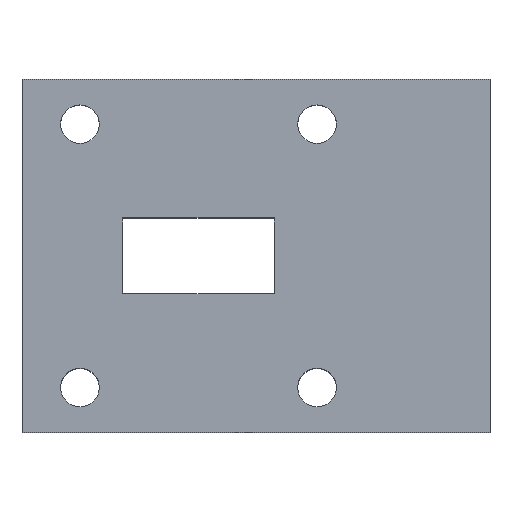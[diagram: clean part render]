
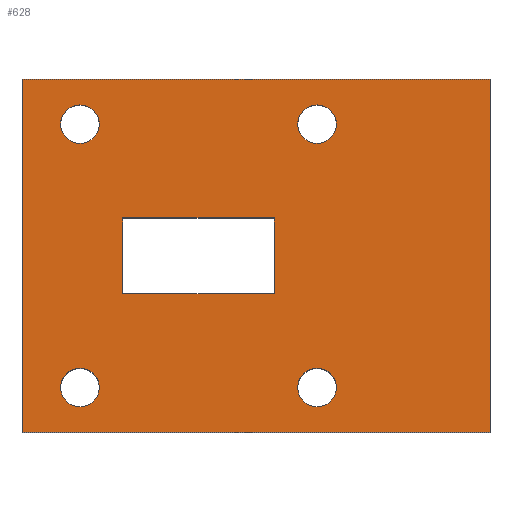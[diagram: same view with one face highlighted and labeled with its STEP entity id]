
A CAD part, top view. The second image highlights one B-rep face of the part: STEP entity #628.
In plain terms, the highlighted planar face has unit normal (0, 0, 1).
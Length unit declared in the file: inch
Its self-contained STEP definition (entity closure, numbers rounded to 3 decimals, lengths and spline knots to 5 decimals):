
#6 = CARTESIAN_POINT ( 'NONE',  ( 1.575, 0., 0.591 ) ) ;
#7 = CARTESIAN_POINT ( 'NONE',  ( 0.993, 0.1515, 0.591 ) ) ;
#9 = CARTESIAN_POINT ( 'NONE',  ( 0.195, 0.1515, 0.591 ) ) ;
#10 = CARTESIAN_POINT ( 'NONE',  ( 0., 0., 0.591 ) ) ;
#16 = VERTEX_POINT ( 'NONE', #351 ) ;
#18 = VERTEX_POINT ( 'NONE', #477 ) ;
#25 = VERTEX_POINT ( 'NONE', #175 ) ;
#34 = EDGE_CURVE ( 'NONE', #25, #16, #155, .T. ) ;
#38 = VERTEX_POINT ( 'NONE', #300 ) ;
#40 = AXIS2_PLACEMENT_3D ( 'NONE', #193, #132, #171 ) ;
#45 = VERTEX_POINT ( 'NONE', #129 ) ;
#46 = EDGE_CURVE ( 'NONE', #515, #446, #413, .T. ) ;
#49 = DIRECTION ( 'NONE',  ( 0., 0., 1. ) ) ;
#57 = CARTESIAN_POINT ( 'NONE',  ( 0.339, 0.722, 0.591 ) ) ;
#70 = AXIS2_PLACEMENT_3D ( 'NONE', #7, #552, #117 ) ;
#77 = CARTESIAN_POINT ( 'NONE',  ( 0.339, 0.467, 0.591 ) ) ;
#89 = DIRECTION ( 'NONE',  ( 0., 0., 1. ) ) ;
#92 = CIRCLE ( 'NONE', #40, 0.06496 ) ;
#103 = VECTOR ( 'NONE', #463, 39.37008 ) ;
#105 = ORIENTED_EDGE ( 'NONE', *, *, #276, .F. ) ;
#106 = ORIENTED_EDGE ( 'NONE', *, *, #374, .F. ) ;
#108 = DIRECTION ( 'NONE',  ( -1., 0., 0. ) ) ;
#112 = CIRCLE ( 'NONE', #532, 0.06496 ) ;
#115 = VERTEX_POINT ( 'NONE', #242 ) ;
#117 = DIRECTION ( 'NONE',  ( 1., 0., 0. ) ) ;
#118 = EDGE_CURVE ( 'NONE', #38, #752, #338, .T. ) ;
#124 = ORIENTED_EDGE ( 'NONE', *, *, #233, .F. ) ;
#126 = EDGE_CURVE ( 'NONE', #414, #515, #424, .T. ) ;
#129 = CARTESIAN_POINT ( 'NONE',  ( 1.05796, 1.0375, 0.591 ) ) ;
#132 = DIRECTION ( 'NONE',  ( 0., 0., 1. ) ) ;
#138 = ORIENTED_EDGE ( 'NONE', *, *, #34, .F. ) ;
#141 = EDGE_CURVE ( 'NONE', #166, #414, #367, .T. ) ;
#155 = LINE ( 'NONE', #57, #768 ) ;
#162 = DIRECTION ( 'NONE',  ( 0., 0., 1. ) ) ;
#166 = VERTEX_POINT ( 'NONE', #450 ) ;
#171 = DIRECTION ( 'NONE',  ( 1., 0., 0. ) ) ;
#175 = CARTESIAN_POINT ( 'NONE',  ( 0.849, 0.722, 0.591 ) ) ;
#176 = ORIENTED_EDGE ( 'NONE', *, *, #769, .F. ) ;
#181 = EDGE_LOOP ( 'NONE', ( #106, #680 ) ) ;
#183 = ORIENTED_EDGE ( 'NONE', *, *, #46, .T. ) ;
#184 = DIRECTION ( 'NONE',  ( 1., 0., 0. ) ) ;
#193 = CARTESIAN_POINT ( 'NONE',  ( 0.195, 0.1515, 0.591 ) ) ;
#199 = EDGE_LOOP ( 'NONE', ( #438, #333 ) ) ;
#207 = CIRCLE ( 'NONE', #612, 0.06496 ) ;
#211 = CARTESIAN_POINT ( 'NONE',  ( 0.339, 0.467, 0.591 ) ) ;
#212 = DIRECTION ( 'NONE',  ( 1., 0., 0. ) ) ;
#217 = CARTESIAN_POINT ( 'NONE',  ( 0.195, 1.0375, 0.591 ) ) ;
#218 = CIRCLE ( 'NONE', #371, 0.06496 ) ;
#219 = ORIENTED_EDGE ( 'NONE', *, *, #442, .F. ) ;
#223 = CARTESIAN_POINT ( 'NONE',  ( 0.13004, 1.0375, 0.591 ) ) ;
#226 = LINE ( 'NONE', #211, #561 ) ;
#227 = AXIS2_PLACEMENT_3D ( 'NONE', #255, #686, #433 ) ;
#230 = CARTESIAN_POINT ( 'NONE',  ( 0.339, 0.722, 0.591 ) ) ;
#231 = EDGE_LOOP ( 'NONE', ( #105, #138, #219, #176 ) ) ;
#233 = EDGE_CURVE ( 'NONE', #45, #291, #299, .T. ) ;
#237 = DIRECTION ( 'NONE',  ( 0., 0., 1. ) ) ;
#239 = EDGE_CURVE ( 'NONE', #18, #303, #112, .T. ) ;
#240 = CARTESIAN_POINT ( 'NONE',  ( 1.05796, 0.1515, 0.591 ) ) ;
#242 = CARTESIAN_POINT ( 'NONE',  ( 0.92804, 0.1515, 0.591 ) ) ;
#254 = ORIENTED_EDGE ( 'NONE', *, *, #310, .F. ) ;
#255 = CARTESIAN_POINT ( 'NONE',  ( 0., 0., 0.591 ) ) ;
#261 = EDGE_LOOP ( 'NONE', ( #466, #281 ) ) ;
#265 = DIRECTION ( 'NONE',  ( 0., -1., 0. ) ) ;
#276 = EDGE_CURVE ( 'NONE', #16, #506, #524, .T. ) ;
#279 = DIRECTION ( 'NONE',  ( 1., 0., 0. ) ) ;
#281 = ORIENTED_EDGE ( 'NONE', *, *, #362, .F. ) ;
#284 = EDGE_CURVE ( 'NONE', #446, #166, #739, .T. ) ;
#291 = VERTEX_POINT ( 'NONE', #709 ) ;
#299 = CIRCLE ( 'NONE', #583, 0.06496 ) ;
#300 = CARTESIAN_POINT ( 'NONE',  ( 0.13004, 0.1515, 0.591 ) ) ;
#303 = VERTEX_POINT ( 'NONE', #223 ) ;
#306 = CARTESIAN_POINT ( 'NONE',  ( 0.849, 0.722, 0.591 ) ) ;
#309 = FACE_BOUND ( 'NONE', #261, .T. ) ;
#310 = EDGE_CURVE ( 'NONE', #291, #45, #483, .T. ) ;
#312 = VECTOR ( 'NONE', #265, 39.37008 ) ;
#327 = FACE_OUTER_BOUND ( 'NONE', #488, .T. ) ;
#333 = ORIENTED_EDGE ( 'NONE', *, *, #449, .F. ) ;
#335 = DIRECTION ( 'NONE',  ( 0., 0., 1. ) ) ;
#336 = CARTESIAN_POINT ( 'NONE',  ( 0.25996, 0.1515, 0.591 ) ) ;
#338 = CIRCLE ( 'NONE', #475, 0.06496 ) ;
#346 = EDGE_LOOP ( 'NONE', ( #124, #254 ) ) ;
#347 = ORIENTED_EDGE ( 'NONE', *, *, #126, .T. ) ;
#351 = CARTESIAN_POINT ( 'NONE',  ( 0.339, 0.722, 0.591 ) ) ;
#355 = ORIENTED_EDGE ( 'NONE', *, *, #141, .T. ) ;
#359 = DIRECTION ( 'NONE',  ( 0., 1., 0. ) ) ;
#362 = EDGE_CURVE ( 'NONE', #303, #18, #207, .T. ) ;
#367 = LINE ( 'NONE', #704, #312 ) ;
#371 = AXIS2_PLACEMENT_3D ( 'NONE', #547, #604, #615 ) ;
#374 = EDGE_CURVE ( 'NONE', #752, #38, #92, .T. ) ;
#403 = VECTOR ( 'NONE', #108, 39.37008 ) ;
#406 = VERTEX_POINT ( 'NONE', #240 ) ;
#413 = LINE ( 'NONE', #6, #565 ) ;
#414 = VERTEX_POINT ( 'NONE', #10 ) ;
#424 = LINE ( 'NONE', #549, #699 ) ;
#432 = FACE_BOUND ( 'NONE', #231, .T. ) ;
#433 = DIRECTION ( 'NONE',  ( -1., 0., 0. ) ) ;
#438 = ORIENTED_EDGE ( 'NONE', *, *, #502, .F. ) ;
#442 = EDGE_CURVE ( 'NONE', #566, #25, #563, .T. ) ;
#446 = VERTEX_POINT ( 'NONE', #742 ) ;
#449 = EDGE_CURVE ( 'NONE', #115, #406, #218, .T. ) ;
#450 = CARTESIAN_POINT ( 'NONE',  ( 0., 1.189, 0.591 ) ) ;
#453 = AXIS2_PLACEMENT_3D ( 'NONE', #650, #162, #593 ) ;
#463 = DIRECTION ( 'NONE',  ( 0., -1., 0. ) ) ;
#466 = ORIENTED_EDGE ( 'NONE', *, *, #239, .F. ) ;
#475 = AXIS2_PLACEMENT_3D ( 'NONE', #9, #237, #554 ) ;
#477 = CARTESIAN_POINT ( 'NONE',  ( 0.25996, 1.0375, 0.591 ) ) ;
#483 = CIRCLE ( 'NONE', #453, 0.06496 ) ;
#488 = EDGE_LOOP ( 'NONE', ( #355, #347, #183, #630 ) ) ;
#493 = DIRECTION ( 'NONE',  ( -1., 0., 0. ) ) ;
#502 = EDGE_CURVE ( 'NONE', #406, #115, #662, .T. ) ;
#503 = CARTESIAN_POINT ( 'NONE',  ( 0.849, 0.467, 0.591 ) ) ;
#506 = VERTEX_POINT ( 'NONE', #77 ) ;
#515 = VERTEX_POINT ( 'NONE', #677 ) ;
#521 = CARTESIAN_POINT ( 'NONE',  ( 0.993, 1.0375, 0.591 ) ) ;
#524 = LINE ( 'NONE', #230, #103 ) ;
#532 = AXIS2_PLACEMENT_3D ( 'NONE', #639, #335, #766 ) ;
#547 = CARTESIAN_POINT ( 'NONE',  ( 0.993, 0.1515, 0.591 ) ) ;
#549 = CARTESIAN_POINT ( 'NONE',  ( 0., 0., 0.591 ) ) ;
#552 = DIRECTION ( 'NONE',  ( 0., 0., 1. ) ) ;
#554 = DIRECTION ( 'NONE',  ( 1., 0., 0. ) ) ;
#561 = VECTOR ( 'NONE', #703, 39.37008 ) ;
#563 = LINE ( 'NONE', #306, #779 ) ;
#565 = VECTOR ( 'NONE', #359, 39.37008 ) ;
#566 = VERTEX_POINT ( 'NONE', #503 ) ;
#568 = PLANE ( 'NONE',  #227 ) ;
#583 = AXIS2_PLACEMENT_3D ( 'NONE', #521, #89, #212 ) ;
#593 = DIRECTION ( 'NONE',  ( 1., 0., 0. ) ) ;
#604 = DIRECTION ( 'NONE',  ( 0., 0., 1. ) ) ;
#612 = AXIS2_PLACEMENT_3D ( 'NONE', #217, #49, #279 ) ;
#615 = DIRECTION ( 'NONE',  ( 1., 0., 0. ) ) ;
#626 = FACE_BOUND ( 'NONE', #199, .T. ) ;
#628 = ADVANCED_FACE ( 'NONE', ( #309, #764, #626, #748, #327, #432 ), #568, .F. ) ;
#630 = ORIENTED_EDGE ( 'NONE', *, *, #284, .T. ) ;
#639 = CARTESIAN_POINT ( 'NONE',  ( 0.195, 1.0375, 0.591 ) ) ;
#650 = CARTESIAN_POINT ( 'NONE',  ( 0.993, 1.0375, 0.591 ) ) ;
#659 = CARTESIAN_POINT ( 'NONE',  ( 0., 1.189, 0.591 ) ) ;
#662 = CIRCLE ( 'NONE', #70, 0.06496 ) ;
#677 = CARTESIAN_POINT ( 'NONE',  ( 1.575, 0., 0.591 ) ) ;
#680 = ORIENTED_EDGE ( 'NONE', *, *, #118, .F. ) ;
#686 = DIRECTION ( 'NONE',  ( 0., 0., -1. ) ) ;
#699 = VECTOR ( 'NONE', #184, 39.37008 ) ;
#703 = DIRECTION ( 'NONE',  ( 1., 0., 0. ) ) ;
#704 = CARTESIAN_POINT ( 'NONE',  ( 0., 0., 0.591 ) ) ;
#709 = CARTESIAN_POINT ( 'NONE',  ( 0.92804, 1.0375, 0.591 ) ) ;
#737 = DIRECTION ( 'NONE',  ( 0., 1., 0. ) ) ;
#739 = LINE ( 'NONE', #659, #403 ) ;
#742 = CARTESIAN_POINT ( 'NONE',  ( 1.575, 1.189, 0.591 ) ) ;
#748 = FACE_BOUND ( 'NONE', #181, .T. ) ;
#752 = VERTEX_POINT ( 'NONE', #336 ) ;
#764 = FACE_BOUND ( 'NONE', #346, .T. ) ;
#766 = DIRECTION ( 'NONE',  ( 1., 0., 0. ) ) ;
#768 = VECTOR ( 'NONE', #493, 39.37008 ) ;
#769 = EDGE_CURVE ( 'NONE', #506, #566, #226, .T. ) ;
#779 = VECTOR ( 'NONE', #737, 39.37008 ) ;
